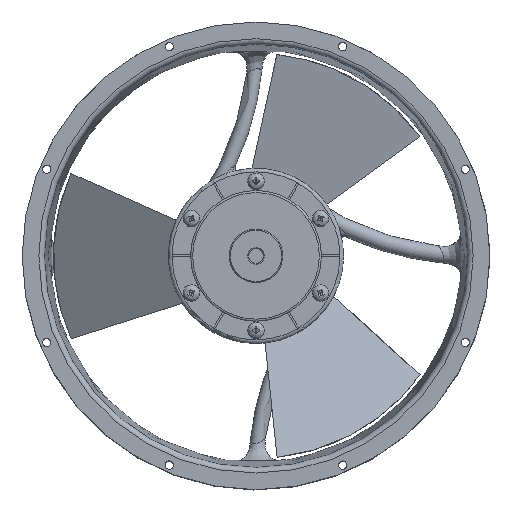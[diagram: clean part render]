
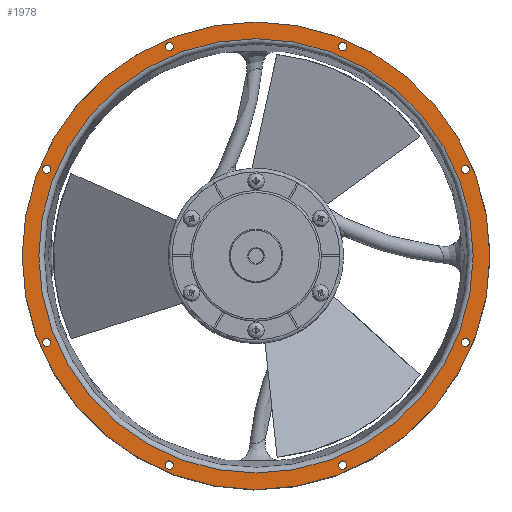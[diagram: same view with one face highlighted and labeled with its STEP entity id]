
A CAD part, top view. The second image highlights one B-rep face of the part: STEP entity #1978.
In plain terms, the highlighted planar face has unit normal (0, 0, 1).
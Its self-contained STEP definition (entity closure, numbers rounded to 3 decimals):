
#1978 = ADVANCED_FACE( '', ( #4662, #4663, #4664, #4665, #4666, #4667, #4668, #4669, #4670, #4671 ), #4672, .T. );
#4662 = FACE_OUTER_BOUND( '', #14401, .T. );
#4663 = FACE_BOUND( '', #14402, .T. );
#4664 = FACE_BOUND( '', #14403, .T. );
#4665 = FACE_BOUND( '', #14404, .T. );
#4666 = FACE_BOUND( '', #14405, .T. );
#4667 = FACE_BOUND( '', #14406, .T. );
#4668 = FACE_BOUND( '', #14407, .T. );
#4669 = FACE_BOUND( '', #14408, .T. );
#4670 = FACE_BOUND( '', #14409, .T. );
#4671 = FACE_BOUND( '', #14410, .T. );
#4672 = PLANE( '', #14411 );
#14401 = EDGE_LOOP( '', ( #28727 ) );
#14402 = EDGE_LOOP( '', ( #28728 ) );
#14403 = EDGE_LOOP( '', ( #28729 ) );
#14404 = EDGE_LOOP( '', ( #28730 ) );
#14405 = EDGE_LOOP( '', ( #28731 ) );
#14406 = EDGE_LOOP( '', ( #28732 ) );
#14407 = EDGE_LOOP( '', ( #28733 ) );
#14408 = EDGE_LOOP( '', ( #28734 ) );
#14409 = EDGE_LOOP( '', ( #28735 ) );
#14410 = EDGE_LOOP( '', ( #28736 ) );
#14411 = AXIS2_PLACEMENT_3D( '', #28737, #28738, #28739 );
#28727 = ORIENTED_EDGE( '', *, *, #36414, .F. );
#28728 = ORIENTED_EDGE( '', *, *, #37305, .T. );
#28729 = ORIENTED_EDGE( '', *, *, #37082, .F. );
#28730 = ORIENTED_EDGE( '', *, *, #35664, .F. );
#28731 = ORIENTED_EDGE( '', *, *, #37306, .F. );
#28732 = ORIENTED_EDGE( '', *, *, #37307, .F. );
#28733 = ORIENTED_EDGE( '', *, *, #37104, .F. );
#28734 = ORIENTED_EDGE( '', *, *, #37308, .F. );
#28735 = ORIENTED_EDGE( '', *, *, #37120, .F. );
#28736 = ORIENTED_EDGE( '', *, *, #36089, .F. );
#28737 = CARTESIAN_POINT( '', ( -115.092, 0., 89. ) );
#28738 = DIRECTION( '', ( 0., 0., 1. ) );
#28739 = DIRECTION( '', ( 1., 0., 0. ) );
#35664 = EDGE_CURVE( '', #39838, #39838, #39839, .T. );
#36089 = EDGE_CURVE( '', #40563, #40563, #40564, .T. );
#36414 = EDGE_CURVE( '', #41099, #41099, #41100, .T. );
#37082 = EDGE_CURVE( '', #42154, #42154, #42155, .T. );
#37104 = EDGE_CURVE( '', #42185, #42185, #42186, .T. );
#37120 = EDGE_CURVE( '', #42209, #42209, #42210, .T. );
#37305 = EDGE_CURVE( '', #42484, #42484, #42485, .T. );
#37306 = EDGE_CURVE( '', #42486, #42486, #42487, .T. );
#37307 = EDGE_CURVE( '', #42488, #42488, #42489, .T. );
#37308 = EDGE_CURVE( '', #42490, #42490, #42491, .T. );
#39838 = VERTEX_POINT( '', #47518 );
#39839 = CIRCLE( '', #47519, 2.25 );
#40563 = VERTEX_POINT( '', #50267 );
#40564 = CIRCLE( '', #50268, 2.25 );
#41099 = VERTEX_POINT( '', #52608 );
#41100 = CIRCLE( '', #52609, 127. );
#42154 = VERTEX_POINT( '', #57309 );
#42155 = CIRCLE( '', #57310, 2.25 );
#42185 = VERTEX_POINT( '', #57443 );
#42186 = CIRCLE( '', #57444, 2.25 );
#42209 = VERTEX_POINT( '', #57516 );
#42210 = CIRCLE( '', #57517, 2.25 );
#42484 = VERTEX_POINT( '', #58636 );
#42485 = CIRCLE( '', #58637, 117.939 );
#42486 = VERTEX_POINT( '', #58638 );
#42487 = CIRCLE( '', #58639, 2.25 );
#42488 = VERTEX_POINT( '', #58640 );
#42489 = CIRCLE( '', #58641, 2.25 );
#42490 = VERTEX_POINT( '', #58642 );
#42491 = CIRCLE( '', #58643, 2.25 );
#47518 = CARTESIAN_POINT( '', ( 47.07, -115.887, 89. ) );
#47519 = AXIS2_PLACEMENT_3D( '', #67763, #67764, #67765 );
#50267 = CARTESIAN_POINT( '', ( 115.887, 47.07, 89. ) );
#50268 = AXIS2_PLACEMENT_3D( '', #68140, #68141, #68142 );
#52608 = CARTESIAN_POINT( '', ( -127., 0., 89. ) );
#52609 = AXIS2_PLACEMENT_3D( '', #68362, #68363, #68364 );
#57309 = CARTESIAN_POINT( '', ( 115.228, -48.661, 89. ) );
#57310 = AXIS2_PLACEMENT_3D( '', #68852, #68853, #68854 );
#57443 = CARTESIAN_POINT( '', ( -115.228, 48.661, 89. ) );
#57444 = AXIS2_PLACEMENT_3D( '', #68865, #68866, #68867 );
#57516 = CARTESIAN_POINT( '', ( 48.661, 115.228, 89. ) );
#57517 = AXIS2_PLACEMENT_3D( '', #68876, #68877, #68878 );
#58636 = CARTESIAN_POINT( '', ( 117.939, 0., 89. ) );
#58637 = AXIS2_PLACEMENT_3D( '', #69016, #69017, #69018 );
#58638 = CARTESIAN_POINT( '', ( -48.661, -115.228, 89. ) );
#58639 = AXIS2_PLACEMENT_3D( '', #69019, #69020, #69021 );
#58640 = CARTESIAN_POINT( '', ( -115.887, -47.07, 89. ) );
#58641 = AXIS2_PLACEMENT_3D( '', #69022, #69023, #69024 );
#58642 = CARTESIAN_POINT( '', ( -47.07, 115.887, 89. ) );
#58643 = AXIS2_PLACEMENT_3D( '', #69025, #69026, #69027 );
#67763 = CARTESIAN_POINT( '', ( 47.07, -113.637, 89. ) );
#67764 = DIRECTION( '', ( 0., 0., 1. ) );
#67765 = DIRECTION( '', ( 0., -1., 0. ) );
#68140 = CARTESIAN_POINT( '', ( 113.637, 47.07, 89. ) );
#68141 = DIRECTION( '', ( 0., 0., 1. ) );
#68142 = DIRECTION( '', ( 1., 0., 0. ) );
#68362 = CARTESIAN_POINT( '', ( 0., 0., 89. ) );
#68363 = DIRECTION( '', ( 0., 0., -1. ) );
#68364 = DIRECTION( '', ( -1., 0., 0. ) );
#68852 = CARTESIAN_POINT( '', ( 113.637, -47.07, 89. ) );
#68853 = DIRECTION( '', ( 0., 0., 1. ) );
#68854 = DIRECTION( '', ( 0.707, -0.707, 0. ) );
#68865 = CARTESIAN_POINT( '', ( -113.637, 47.07, 89. ) );
#68866 = DIRECTION( '', ( 0., 0., 1. ) );
#68867 = DIRECTION( '', ( -0.707, 0.707, 0. ) );
#68876 = CARTESIAN_POINT( '', ( 47.07, 113.637, 89. ) );
#68877 = DIRECTION( '', ( 0., 0., 1. ) );
#68878 = DIRECTION( '', ( 0.707, 0.707, 0. ) );
#69016 = CARTESIAN_POINT( '', ( 0., 0., 89. ) );
#69017 = DIRECTION( '', ( 0., 0., -1. ) );
#69018 = DIRECTION( '', ( 1., 0., 0. ) );
#69019 = CARTESIAN_POINT( '', ( -47.07, -113.637, 89. ) );
#69020 = DIRECTION( '', ( 0., 0., 1. ) );
#69021 = DIRECTION( '', ( -0.707, -0.707, 0. ) );
#69022 = CARTESIAN_POINT( '', ( -113.637, -47.07, 89. ) );
#69023 = DIRECTION( '', ( 0., 0., 1. ) );
#69024 = DIRECTION( '', ( -1., 0., 0. ) );
#69025 = CARTESIAN_POINT( '', ( -47.07, 113.637, 89. ) );
#69026 = DIRECTION( '', ( 0., 0., 1. ) );
#69027 = DIRECTION( '', ( 0., 1., 0. ) );
